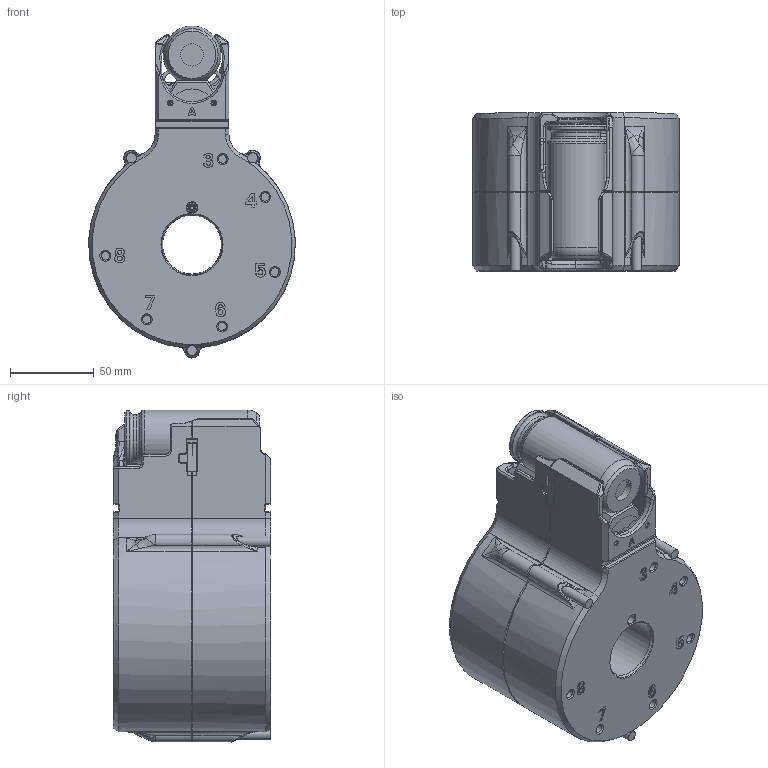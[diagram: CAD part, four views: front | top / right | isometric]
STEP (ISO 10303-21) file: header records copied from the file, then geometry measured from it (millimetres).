
FILE_DESCRIPTION(/* description */ (''),/* implementation_level */ '2;1');
FILE_NAME(/* name */ 'Drum Mag for Silly Shells 1 v26.step',/* time_stamp */ '2025-05-13T12:46:57-04:00',/* author */ (''),/* organization */ (''),/* preprocessor_version */ 'ST-DEVELOPER v20.1',/* originating_system */ 'Autodesk Translation Framework v14.4.0.0',/* authorisation */ '');
FILE_SCHEMA (('AUTOMOTIVE_DESIGN { 1 0 10303 214 3 1 1 }'));
Length unit declared in the file: millimetre
Products named in the file (25): Drum Mag for Silly Shells 1; Silly Shell - Dummy Model (2) (1); Silly Shell - Dummy Model (1) (1); Silly Shell - Dummy Model (3) (1); Silly Shell - Dummy Model (3) (1) (1); Silly Shell - Dummy Model (3) (1) (2); Silly Shell - Dummy Model (3) (1) (3); Silly Shell - Dummy Model (3) (1) (4); Silly Shell - Dummy Model (3) (1) (5); Dummy FoamBlast Style Drum Spring; Dummy FoamBlast Style Drum Spring (2); Dummy FoamBlast Style Drum Spring (1); 8 Shell Drum Magazine_Front-A; dummy m3x40mm screw hole; 8 Shell Drum Magazine_Back-B; dummy m3x40mm screw hole (1); dummy m3x40mm screw hole (2); Drum Spring; Drum Spring (1); Drum Spring (2); FollowerRoller (PRINT 3); FollowerRoller (PRINT 3) (1); FollowerRoller (PRINT 3) (2); 8 Shell Follower; follower dummy do not edit
Assembly tree (24 placements, depth 2):
  Drum Mag for Silly Shells 1
    Silly Shell - Dummy Model (2) (1)
    Silly Shell - Dummy Model (1) (1)
    Silly Shell - Dummy Model (3) (1)
    Silly Shell - Dummy Model (3) (1) (1)
    Silly Shell - Dummy Model (3) (1) (2)
    Silly Shell - Dummy Model (3) (1) (3)
    Silly Shell - Dummy Model (3) (1) (4)
    Silly Shell - Dummy Model (3) (1) (5)
    Dummy FoamBlast Style Drum Spring
    Dummy FoamBlast Style Drum Spring (2)
    Dummy FoamBlast Style Drum Spring (1)
    8 Shell Drum Magazine_Front-A
    dummy m3x40mm screw hole
    8 Shell Drum Magazine_Back-B
    dummy m3x40mm screw hole (1)
    dummy m3x40mm screw hole (2)
    Drum Spring
    Drum Spring (1)
    Drum Spring (2)
    FollowerRoller (PRINT 3)
    FollowerRoller (PRINT 3) (1)
    FollowerRoller (PRINT 3) (2)
    8 Shell Follower
    follower dummy do not edit
Bounding box: 122.95 x 94 x 197.64 mm (x, y, z)
Volume: 1019139.8 mm3; surface area: 281685.8 mm2
Topology: 24 solids, 24 shells, 1655 faces, 4152 edges, 2584 vertices
Faces by surface type: plane 619, bspline 353, cylinder 329, cone 249, torus 93, sphere 12
Full cylindrical faces by diameter (mm): 1.5 x3, 2.414 x4, 2.6 x2, 3 x21, 3.3 x2, 3.6 x4, 4 x3, 5 x12, 6 x13, 6.8 x3, 7.3 x3, 12 x8, 13 x3, 13.4 x8, 29 x8, 33.6 x8, 34.29 x8, 35 x2
Entity records: 56690 total; most frequent: CARTESIAN_POINT 17949, ORIENTED_EDGE 8256, DIRECTION 7305, EDGE_CURVE 4128, VERTEX_POINT 2584, AXIS2_PLACEMENT_3D 2570, LINE 2165, VECTOR 2165
